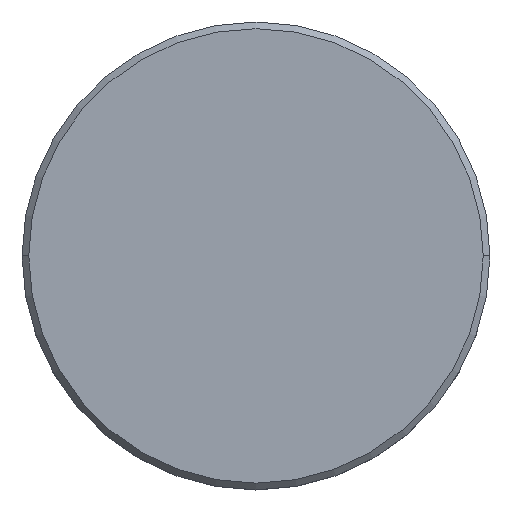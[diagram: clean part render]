
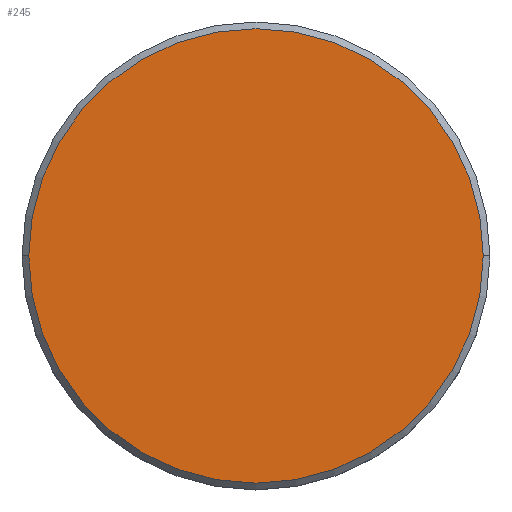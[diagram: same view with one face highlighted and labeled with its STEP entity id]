
A CAD part, top view. The second image highlights one B-rep face of the part: STEP entity #245.
In plain terms, the highlighted planar face has unit normal (0, 0, 1).
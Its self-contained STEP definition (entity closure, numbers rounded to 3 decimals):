
#28 = DIRECTION ( 'NONE',  ( 1., 0., 0. ) ) ;
#36 = AXIS2_PLACEMENT_3D ( 'NONE', #1053, #420, #495 ) ;
#152 = AXIS2_PLACEMENT_3D ( 'NONE', #809, #176, #628 ) ;
#176 = DIRECTION ( 'NONE',  ( 0., 0., 1. ) ) ;
#242 = PLANE ( 'NONE',  #1176 ) ;
#245 = ADVANCED_FACE ( 'NONE', ( #403 ), #242, .T. ) ;
#292 = CARTESIAN_POINT ( 'NONE',  ( 17., 0., 0. ) ) ;
#387 = VERTEX_POINT ( 'NONE', #1169 ) ;
#403 = FACE_OUTER_BOUND ( 'NONE', #1079, .T. ) ;
#420 = DIRECTION ( 'NONE',  ( 0., 0., 1. ) ) ;
#495 = DIRECTION ( 'NONE',  ( 1., 0., 0. ) ) ;
#522 = CIRCLE ( 'NONE', #152, 17. ) ;
#523 = ORIENTED_EDGE ( 'NONE', *, *, #911, .T. ) ;
#628 = DIRECTION ( 'NONE',  ( 1., 0., 0. ) ) ;
#669 = VERTEX_POINT ( 'NONE', #292 ) ;
#796 = ORIENTED_EDGE ( 'NONE', *, *, #1008, .T. ) ;
#809 = CARTESIAN_POINT ( 'NONE',  ( 0., 0., 0. ) ) ;
#911 = EDGE_CURVE ( 'NONE', #669, #387, #948, .T. ) ;
#948 = CIRCLE ( 'NONE', #36, 17. ) ;
#956 = CARTESIAN_POINT ( 'NONE',  ( 0., 0., 0. ) ) ;
#1008 = EDGE_CURVE ( 'NONE', #387, #669, #522, .T. ) ;
#1049 = DIRECTION ( 'NONE',  ( 0., 0., 1. ) ) ;
#1053 = CARTESIAN_POINT ( 'NONE',  ( 0., 0., 0. ) ) ;
#1079 = EDGE_LOOP ( 'NONE', ( #796, #523 ) ) ;
#1169 = CARTESIAN_POINT ( 'NONE',  ( -17., 0., 0. ) ) ;
#1176 = AXIS2_PLACEMENT_3D ( 'NONE', #956, #1049, #28 ) ;
